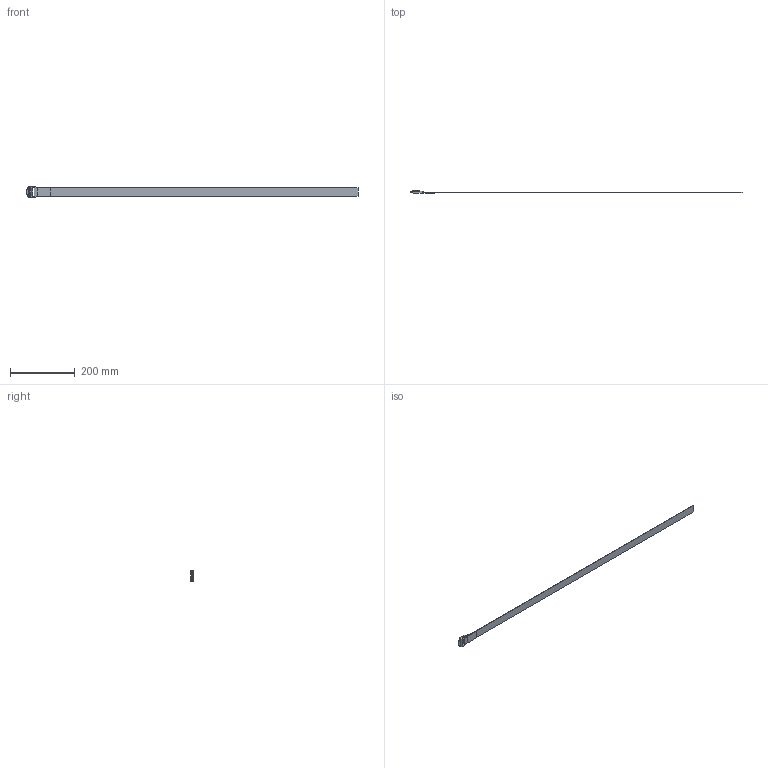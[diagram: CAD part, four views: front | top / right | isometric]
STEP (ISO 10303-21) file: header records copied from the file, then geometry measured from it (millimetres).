
FILE_DESCRIPTION (( 'STEP AP203' ), '1' );
FILE_NAME ('CP-992N-C-25-1000.STEP', '2021-04-19T02:00:09', ( '' ), ( '' ), 'SwSTEP 2.0', 'SolidWorks 2018', '' );
FILE_SCHEMA (( 'CONFIG_CONTROL_DESIGN' ));
Length unit declared in the file: millimetre
Products named in the file (3): CP-992N-C-25_buckle_CP-992-C-25僶僢僋儖_岞; CP-992N-C-25_belt_1000; CP-992N-C-25-1000
Assembly tree (2 placements, depth 2):
  CP-992N-C-25-1000
    CP-992N-C-25_belt_1000
    CP-992N-C-25_buckle_CP-992-C-25僶僢僋儖_岞
Bounding box: 1025.1 x 7.84 x 32.6 mm (x, y, z)
Volume: 39934.1 mm3; surface area: 56804.8 mm2
Topology: 2 solids, 2 shells, 52 faces, 156 edges, 104 vertices
Faces by surface type: plane 39, cylinder 9, bspline 4
Entity records: 2145 total; most frequent: CARTESIAN_POINT 457, ORIENTED_EDGE 312, DIRECTION 270, EDGE_CURVE 156, LINE 108, VECTOR 108, VERTEX_POINT 104, AXIS2_PLACEMENT_3D 81
